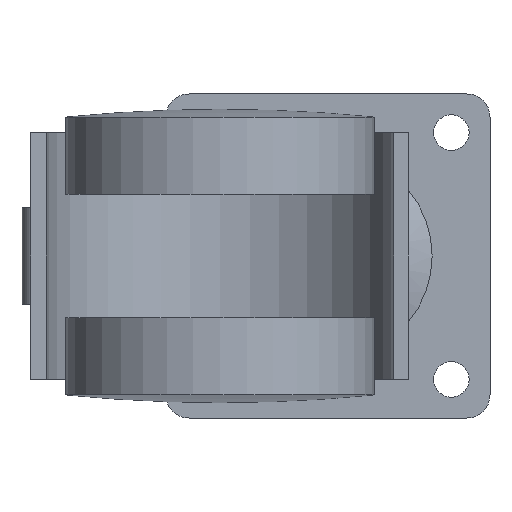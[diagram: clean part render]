
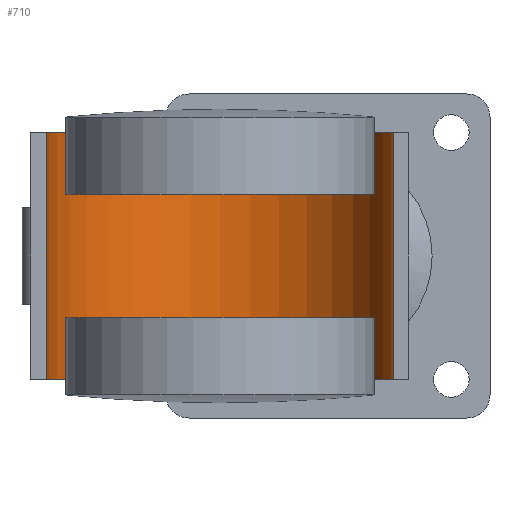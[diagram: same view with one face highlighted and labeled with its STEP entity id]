
A CAD part, front view. The second image highlights one B-rep face of the part: STEP entity #710.
In plain terms, the highlighted cylindrical face has radius 22.5 mm (diameter 45 mm), a partial arc.
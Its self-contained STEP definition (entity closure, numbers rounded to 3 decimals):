
#59 = CARTESIAN_POINT ( 'NONE',  ( -22.5, 0., 16. ) ) ;
#67 = DIRECTION ( 'NONE',  ( -1., 0., 0. ) ) ;
#142 = AXIS2_PLACEMENT_3D ( 'NONE', #144, #1644, #1416 ) ;
#144 = CARTESIAN_POINT ( 'NONE',  ( 0., 0., 16. ) ) ;
#261 = LINE ( 'NONE', #1121, #641 ) ;
#269 = ORIENTED_EDGE ( 'NONE', *, *, #1841, .F. ) ;
#463 = EDGE_LOOP ( 'NONE', ( #1417, #269, #1142, #1672 ) ) ;
#641 = VECTOR ( 'NONE', #2650, 1000. ) ;
#695 = CARTESIAN_POINT ( 'NONE',  ( 0., 0., -16. ) ) ;
#710 = ADVANCED_FACE ( 'NONE', ( #2224 ), #2713, .F. ) ;
#851 = DIRECTION ( 'NONE',  ( 0., 0., -1. ) ) ;
#894 = VERTEX_POINT ( 'NONE', #1631 ) ;
#936 = CIRCLE ( 'NONE', #1804, 22.5 ) ;
#1121 = CARTESIAN_POINT ( 'NONE',  ( -22.5, 0., 16. ) ) ;
#1142 = ORIENTED_EDGE ( 'NONE', *, *, #1632, .F. ) ;
#1145 = CIRCLE ( 'NONE', #1605, 22.5 ) ;
#1214 = CARTESIAN_POINT ( 'NONE',  ( 0., 0., 16. ) ) ;
#1295 = CARTESIAN_POINT ( 'NONE',  ( 22.5, 0., -16. ) ) ;
#1416 = DIRECTION ( 'NONE',  ( -1., 0., 0. ) ) ;
#1417 = ORIENTED_EDGE ( 'NONE', *, *, #2625, .T. ) ;
#1605 = AXIS2_PLACEMENT_3D ( 'NONE', #695, #851, #1719 ) ;
#1631 = CARTESIAN_POINT ( 'NONE',  ( -22.5, 0., -16. ) ) ;
#1632 = EDGE_CURVE ( 'NONE', #1957, #2719, #936, .T. ) ;
#1644 = DIRECTION ( 'NONE',  ( 0., 0., -1. ) ) ;
#1672 = ORIENTED_EDGE ( 'NONE', *, *, #2131, .T. ) ;
#1719 = DIRECTION ( 'NONE',  ( -1., 0., 0. ) ) ;
#1787 = VERTEX_POINT ( 'NONE', #1295 ) ;
#1804 = AXIS2_PLACEMENT_3D ( 'NONE', #1214, #2658, #67 ) ;
#1816 = CARTESIAN_POINT ( 'NONE',  ( 22.5, 0., 16. ) ) ;
#1841 = EDGE_CURVE ( 'NONE', #2719, #1787, #2496, .T. ) ;
#1957 = VERTEX_POINT ( 'NONE', #59 ) ;
#2131 = EDGE_CURVE ( 'NONE', #1957, #894, #261, .T. ) ;
#2224 = FACE_OUTER_BOUND ( 'NONE', #463, .T. ) ;
#2225 = CARTESIAN_POINT ( 'NONE',  ( 22.5, 0., 16. ) ) ;
#2404 = VECTOR ( 'NONE', #2668, 1000. ) ;
#2496 = LINE ( 'NONE', #1816, #2404 ) ;
#2625 = EDGE_CURVE ( 'NONE', #894, #1787, #1145, .T. ) ;
#2650 = DIRECTION ( 'NONE',  ( 0., 0., -1. ) ) ;
#2658 = DIRECTION ( 'NONE',  ( 0., 0., -1. ) ) ;
#2668 = DIRECTION ( 'NONE',  ( 0., 0., -1. ) ) ;
#2713 = CYLINDRICAL_SURFACE ( 'NONE', #142, 22.5 ) ;
#2719 = VERTEX_POINT ( 'NONE', #2225 ) ;
